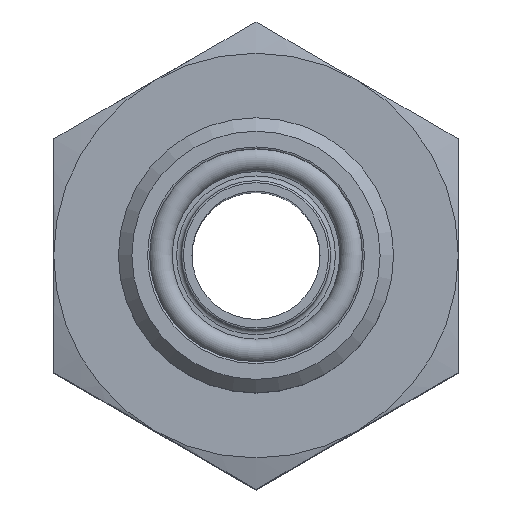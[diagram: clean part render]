
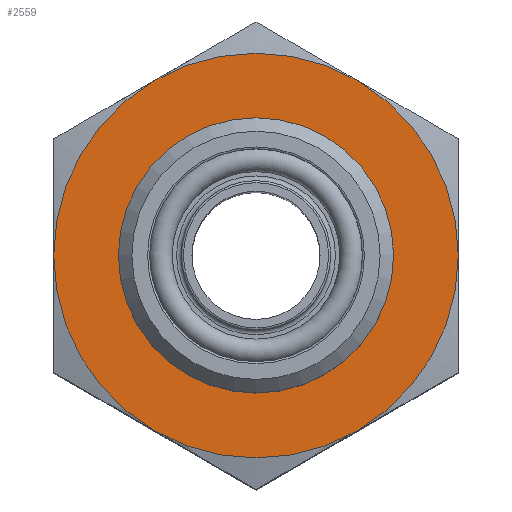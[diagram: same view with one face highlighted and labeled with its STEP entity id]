
A CAD part, top view. The second image highlights one B-rep face of the part: STEP entity #2559.
In plain terms, the highlighted planar face has unit normal (0, 0, 1).
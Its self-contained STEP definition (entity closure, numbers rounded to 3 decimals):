
#1326=CARTESIAN_POINT('',(-15.,0.,45.5));
#1327=VERTEX_POINT('',#1326);
#1341=CARTESIAN_POINT('',(-7.5,-12.99,45.5));
#1342=VERTEX_POINT('',#1341);
#1356=CARTESIAN_POINT('',(0.,0.,45.5));
#1357=DIRECTION('',(0.0,0.0,1.0));
#1358=DIRECTION('',(-1.0,0.0,0.0));
#1359=AXIS2_PLACEMENT_3D('',#1356,#1357,#1358);
#1360=CIRCLE('',#1359,15.0);
#1361=EDGE_CURVE('',#1327,#1342,#1360,.T.);
#1373=CARTESIAN_POINT('',(-7.5,12.99,45.5));
#1374=VERTEX_POINT('',#1373);
#1401=CARTESIAN_POINT('',(0.,0.,45.5));
#1402=DIRECTION('',(0.0,0.0,1.0));
#1403=DIRECTION('',(-1.0,0.0,0.0));
#1404=AXIS2_PLACEMENT_3D('',#1401,#1402,#1403);
#1405=CIRCLE('',#1404,15.0);
#1406=EDGE_CURVE('',#1374,#1327,#1405,.T.);
#1418=CARTESIAN_POINT('',(7.5,12.99,45.5));
#1419=VERTEX_POINT('',#1418);
#1446=CARTESIAN_POINT('',(0.,0.,45.5));
#1447=DIRECTION('',(0.0,0.0,1.0));
#1448=DIRECTION('',(-1.0,0.0,0.0));
#1449=AXIS2_PLACEMENT_3D('',#1446,#1447,#1448);
#1450=CIRCLE('',#1449,15.0);
#1451=EDGE_CURVE('',#1419,#1374,#1450,.T.);
#1476=CARTESIAN_POINT('',(15.0,0.,45.5));
#1477=VERTEX_POINT('',#1476);
#1478=CARTESIAN_POINT('',(0.,0.,45.5));
#1479=DIRECTION('',(0.0,0.0,1.0));
#1480=DIRECTION('',(-1.0,0.0,0.0));
#1481=AXIS2_PLACEMENT_3D('',#1478,#1479,#1480);
#1482=CIRCLE('',#1481,15.0);
#1483=EDGE_CURVE('',#1477,#1419,#1482,.T.);
#1521=CARTESIAN_POINT('',(7.5,-12.99,45.5));
#1522=VERTEX_POINT('',#1521);
#1523=CARTESIAN_POINT('',(0.,0.,45.5));
#1524=DIRECTION('',(0.0,0.0,1.0));
#1525=DIRECTION('',(-1.0,0.0,0.0));
#1526=AXIS2_PLACEMENT_3D('',#1523,#1524,#1525);
#1527=CIRCLE('',#1526,15.0);
#1528=EDGE_CURVE('',#1522,#1477,#1527,.T.);
#1566=CARTESIAN_POINT('',(0.,0.,45.5));
#1567=DIRECTION('',(0.0,0.0,1.0));
#1568=DIRECTION('',(-1.0,0.0,0.0));
#1569=AXIS2_PLACEMENT_3D('',#1566,#1567,#1568);
#1570=CIRCLE('',#1569,15.0);
#1571=EDGE_CURVE('',#1342,#1522,#1570,.T.);
#2528=CARTESIAN_POINT('',(0.,10.125,45.5));
#2529=VERTEX_POINT('',#2528);
#2530=CARTESIAN_POINT('',(0.,0.,45.5));
#2531=DIRECTION('',(0.0,0.0,1.0));
#2532=DIRECTION('',(0.0,-1.0,0.0));
#2533=AXIS2_PLACEMENT_3D('',#2530,#2531,#2532);
#2534=CIRCLE('',#2533,10.125);
#2535=EDGE_CURVE('',#2529,#2529,#2534,.T.);
#2543=CARTESIAN_POINT('',(0.,0.0,45.5));
#2544=DIRECTION('',(0.0,0.0,1.0));
#2545=DIRECTION('',(1.0,0.0,0.0));
#2546=AXIS2_PLACEMENT_3D('',#2543,#2544,#2545);
#2547=PLANE('',#2546);
#2548=ORIENTED_EDGE('',*,*,#1571,.T.);
#2549=ORIENTED_EDGE('',*,*,#1528,.T.);
#2550=ORIENTED_EDGE('',*,*,#1483,.T.);
#2551=ORIENTED_EDGE('',*,*,#1451,.T.);
#2552=ORIENTED_EDGE('',*,*,#1406,.T.);
#2553=ORIENTED_EDGE('',*,*,#1361,.T.);
#2554=EDGE_LOOP('',(#2548,#2549,#2550,#2551,#2552,#2553));
#2555=FACE_OUTER_BOUND('',#2554,.T.);
#2556=ORIENTED_EDGE('',*,*,#2535,.F.);
#2557=EDGE_LOOP('',(#2556));
#2558=FACE_BOUND('',#2557,.T.);
#2559=ADVANCED_FACE('',(#2555,#2558),#2547,.T.);
